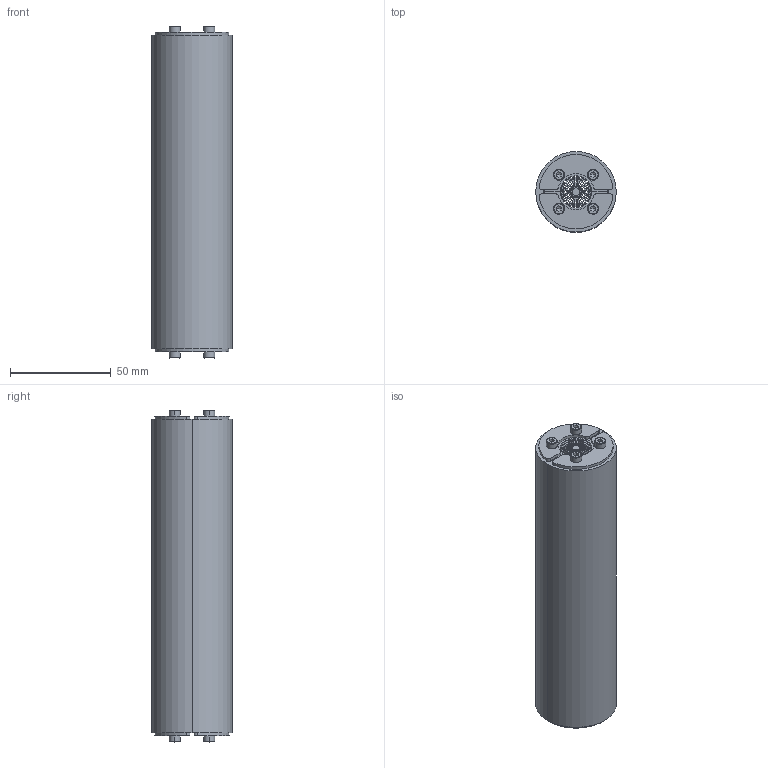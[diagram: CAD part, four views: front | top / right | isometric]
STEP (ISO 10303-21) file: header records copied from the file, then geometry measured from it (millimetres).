
FILE_DESCRIPTION((''),'2;1');
FILE_NAME('PPS RS 31.stp','2005-03-23T13:47:18',(''),(''),'Mechanical Desktop 2005','Mechanical Desktop 2005',', , ');
FILE_SCHEMA(('CONFIG_CONTROL_DESIGN'));
Length unit declared in the file: millimetre
Products named in the file (11): DRAWING14; PART1; RS31A; HALF ; FRONT; ~PART1; REAR; CYLINDER HEAD CAP SCREW - DIN 912 - M3 X 30; CORE; RS31; DIN912_MC6S_M5x40
Assembly tree (13 placements, depth 4):
  DRAWING14
    PART1
    RS31A  x2
      HALF 
        FRONT
        ~PART1
        REAR
        CYLINDER HEAD CAP SCREW - DIN 912 - M3 X 30  x2
      CORE
    RS31
      DIN912_MC6S_M5x40
Bounding box: 40 x 40 x 165 mm (x, y, z)
Volume: 124593.3 mm3; surface area: 88702.9 mm2
Topology: 43 solids, 43 shells, 438 faces, 1040 edges, 690 vertices
Faces by surface type: plane 206, cylinder 200, bspline 16, cone 16
Entity records: 3198 total; most frequent: CARTESIAN_POINT 598, DIRECTION 548, ORIENTED_EDGE 454, EDGE_CURVE 227, AXIS2_PLACEMENT_3D 218, VERTEX_POINT 152, EDGE_LOOP 115, VECTOR 112
